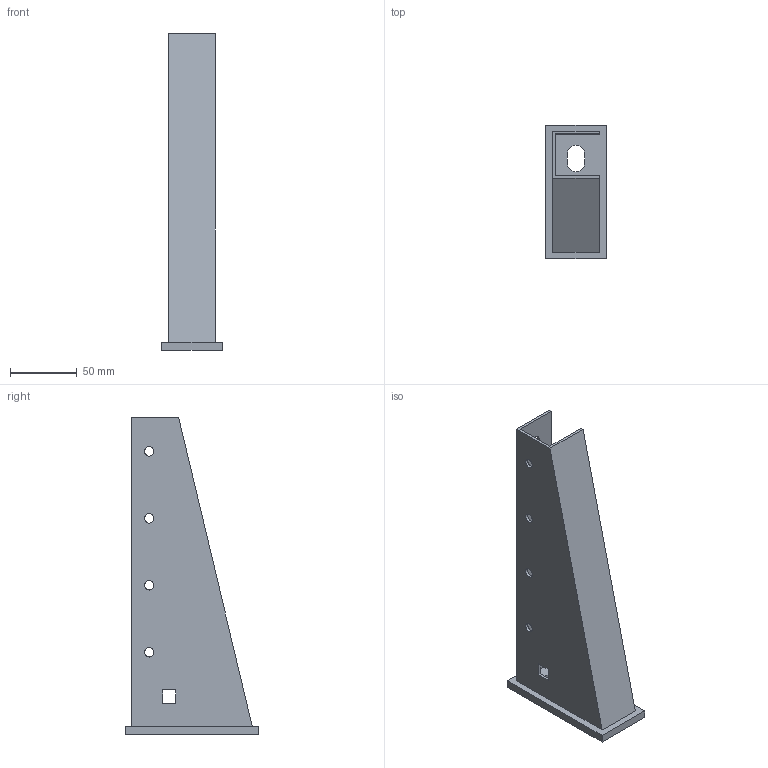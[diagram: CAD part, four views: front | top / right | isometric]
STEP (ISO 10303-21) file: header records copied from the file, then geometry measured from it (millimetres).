
FILE_DESCRIPTION (( 'STEP AP214' ), '1' );
FILE_NAME ('岓臍 192.10.00-00.STEP', '2023-06-15T11:49:09', ( '' ), ( '' ), 'SwSTEP 2.0', 'SolidWorks 2022', '' );
FILE_SCHEMA (( 'AUTOMOTIVE_DESIGN' ));
Length unit declared in the file: millimetre
Products named in the file (1): КИВА 192.10.00-00
Bounding box: 45 x 100 x 236 mm (x, y, z)
Volume: 81802.8 mm3; surface area: 69041.6 mm2
Topology: 1 solids, 1 shells, 46 faces, 129 edges, 86 vertices
Faces by surface type: plane 27, cylinder 19
Entity records: 1561 total; most frequent: CARTESIAN_POINT 262, DIRECTION 261, ORIENTED_EDGE 258, EDGE_CURVE 129, LINE 91, VECTOR 91, VERTEX_POINT 86, AXIS2_PLACEMENT_3D 85
